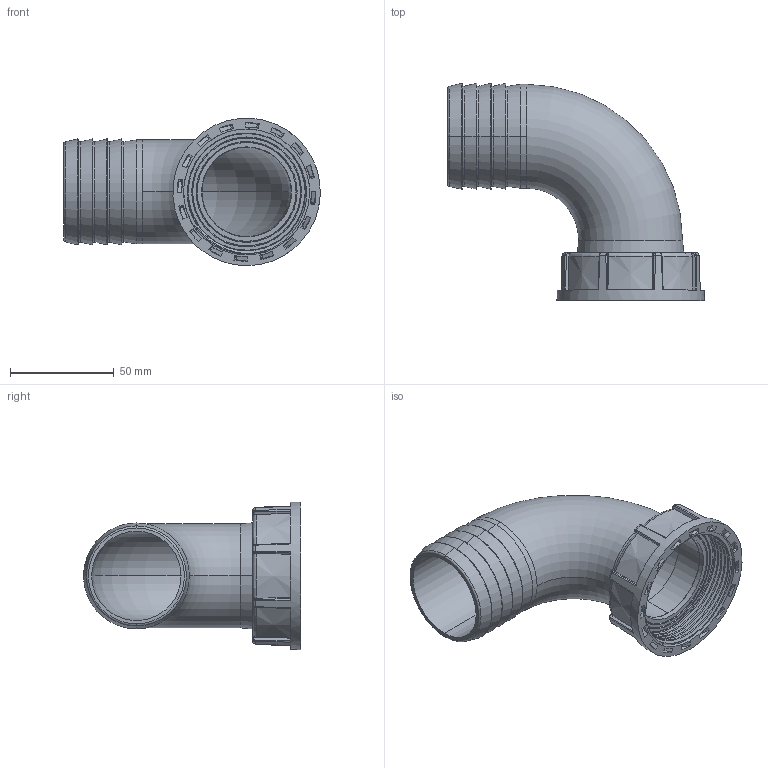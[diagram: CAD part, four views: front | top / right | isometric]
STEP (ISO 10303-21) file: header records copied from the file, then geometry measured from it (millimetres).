
FILE_DESCRIPTION(/* description */ (''),/* implementation_level */ '2;1');
FILE_NAME(/* name */ '2寸 50弯.stp',/* time_stamp */ '2025-03-31T20:04:44+08:00',/* author */ (''),/* organization */ (''),/* preprocessor_version */ 'ST-DEVELOPER v16.7',/* originating_system */ 'SIEMENS PLM Software NX 12.0',/* authorisation */ '');
FILE_SCHEMA (('AP203_CONFIGURATION_CONTROLLED_3D_DESIGN_OF_MECHANICAL_PARTS_AND_ASSEMBLIES_MIM_LF { 1 0 10303 403 2 1 2}'));
Length unit declared in the file: millimetre
Products named in the file (1): Admi2FC8DEE0zker
Bounding box: 123.46 x 104.47 x 70.91 mm (x, y, z)
Volume: 95282.1 mm3; surface area: 59092.2 mm2
Topology: 3 solids, 3 shells, 415 faces, 1053 edges, 685 vertices
Faces by surface type: plane 180, cylinder 66, cone 54, bspline 50, torus 34, extrusion 26, sphere 5
Full cylindrical faces by diameter (mm): 0.976 x1, 1.473 x1, 43.36 x1, 47.6 x1, 48.62 x1, 51.6 x1, 51.85 x1, 52.87 x1, 56.11 x1, 56.656 x7
Entity records: 15529 total; most frequent: CARTESIAN_POINT 6156, ORIENTED_EDGE 2030, DIRECTION 1668, EDGE_CURVE 1015, VERTEX_POINT 676, AXIS2_PLACEMENT_3D 616, EDGE_LOOP 477, VECTOR 436
